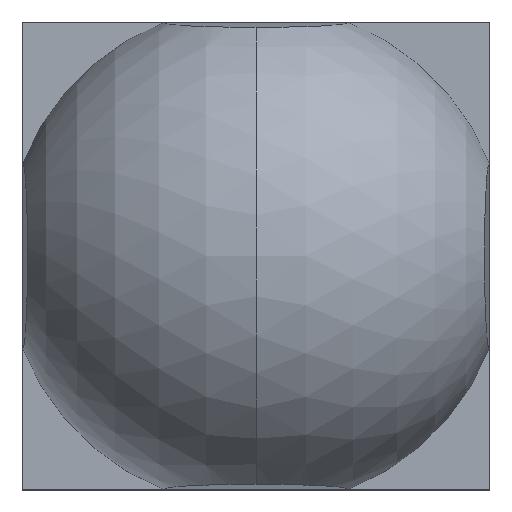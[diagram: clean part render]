
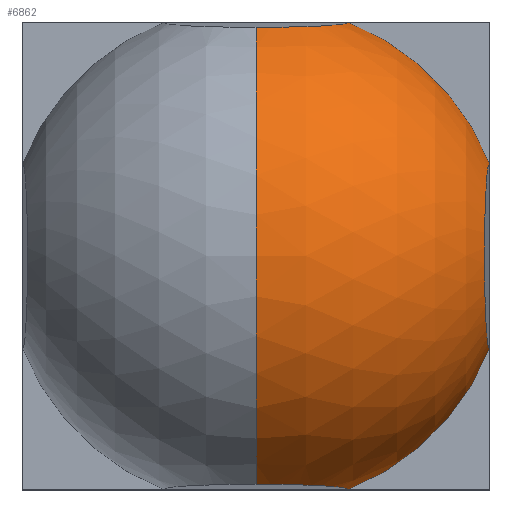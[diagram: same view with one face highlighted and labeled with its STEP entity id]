
A CAD part, top view. The second image highlights one B-rep face of the part: STEP entity #6862.
In plain terms, the highlighted spherical face has radius 3.76 mm.
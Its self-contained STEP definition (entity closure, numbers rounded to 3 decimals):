
#19 = FACE_OUTER_BOUND ( 'NONE', #5695, .T. ) ;
#107 = CIRCLE ( 'NONE', #625, 1.386 ) ;
#198 = EDGE_CURVE ( 'NONE', #7328, #5379, #4897, .T. ) ;
#253 = DIRECTION ( 'NONE',  ( 0., -0.052, -0.999 ) ) ;
#276 = CIRCLE ( 'NONE', #6291, 3.757 ) ;
#625 = AXIS2_PLACEMENT_3D ( 'NONE', #7488, #2087, #896 ) ;
#722 = CARTESIAN_POINT ( 'NONE',  ( 3.492, 0.02, 1.386 ) ) ;
#739 = VERTEX_POINT ( 'NONE', #3326 ) ;
#801 = CIRCLE ( 'NONE', #7193, 1.386 ) ;
#896 = DIRECTION ( 'NONE',  ( 0.052, 0.999, 0. ) ) ;
#1042 = DIRECTION ( 'NONE',  ( -1., 0., 0. ) ) ;
#1084 = VERTEX_POINT ( 'NONE', #2708 ) ;
#1166 = EDGE_CURVE ( 'NONE', #4974, #739, #107, .T. ) ;
#1333 = AXIS2_PLACEMENT_3D ( 'NONE', #7133, #6406, #1042 ) ;
#1569 = CIRCLE ( 'NONE', #7459, 3.76 ) ;
#2087 = DIRECTION ( 'NONE',  ( 0.999, -0.052, 0. ) ) ;
#2110 = CARTESIAN_POINT ( 'NONE',  ( 0., 0.053, 3.49 ) ) ;
#2383 = DIRECTION ( 'NONE',  ( -0.999, -0.052, 0. ) ) ;
#2559 = ORIENTED_EDGE ( 'NONE', *, *, #198, .F. ) ;
#2649 = ORIENTED_EDGE ( 'NONE', *, *, #1166, .T. ) ;
#2708 = CARTESIAN_POINT ( 'NONE',  ( -1.386, 0.02, 3.492 ) ) ;
#2768 = DIRECTION ( 'NONE',  ( -1., -0.024, 0.001 ) ) ;
#2853 = SPHERICAL_SURFACE ( 'NONE', #1333, 3.76 ) ;
#3326 = CARTESIAN_POINT ( 'NONE',  ( -3.492, 0.02, 1.386 ) ) ;
#3923 = CIRCLE ( 'NONE', #6544, 1.386 ) ;
#3931 = EDGE_CURVE ( 'NONE', #1084, #739, #276, .T. ) ;
#3973 = CARTESIAN_POINT ( 'NONE',  ( 1.386, 0.02, 3.492 ) ) ;
#3980 = DIRECTION ( 'NONE',  ( -0.369, 0., 0.93 ) ) ;
#4123 = EDGE_CURVE ( 'NONE', #7328, #6453, #3923, .T. ) ;
#4457 = DIRECTION ( 'NONE',  ( 0., -1., 0. ) ) ;
#4480 = DIRECTION ( 'NONE',  ( 0., -1., 0. ) ) ;
#4618 = CARTESIAN_POINT ( 'NONE',  ( 3.418, 1.437, 0. ) ) ;
#4897 = CIRCLE ( 'NONE', #5885, 3.757 ) ;
#4908 = EDGE_CURVE ( 'NONE', #1084, #5379, #801, .T. ) ;
#4974 = VERTEX_POINT ( 'NONE', #5193 ) ;
#5193 = CARTESIAN_POINT ( 'NONE',  ( -3.418, 1.437, 0. ) ) ;
#5335 = DIRECTION ( 'NONE',  ( 0., 0., 1. ) ) ;
#5379 = VERTEX_POINT ( 'NONE', #3973 ) ;
#5652 = CARTESIAN_POINT ( 'NONE',  ( 0., 0.02, 0. ) ) ;
#5695 = EDGE_LOOP ( 'NONE', ( #6706, #2649, #6106, #5827, #2559, #5703 ) ) ;
#5703 = ORIENTED_EDGE ( 'NONE', *, *, #4123, .T. ) ;
#5827 = ORIENTED_EDGE ( 'NONE', *, *, #4908, .T. ) ;
#5885 = AXIS2_PLACEMENT_3D ( 'NONE', #5652, #4480, #6265 ) ;
#6035 = EDGE_CURVE ( 'NONE', #6453, #4974, #1569, .T. ) ;
#6106 = ORIENTED_EDGE ( 'NONE', *, *, #3931, .F. ) ;
#6250 = CARTESIAN_POINT ( 'NONE',  ( 0., 0.02, 0. ) ) ;
#6265 = DIRECTION ( 'NONE',  ( 0.93, 0., 0.369 ) ) ;
#6291 = AXIS2_PLACEMENT_3D ( 'NONE', #6250, #4457, #3980 ) ;
#6406 = DIRECTION ( 'NONE',  ( 0., 0., -1. ) ) ;
#6453 = VERTEX_POINT ( 'NONE', #4618 ) ;
#6505 = CARTESIAN_POINT ( 'NONE',  ( 0., -0.13, 0. ) ) ;
#6519 = DIRECTION ( 'NONE',  ( 0.001, -0.024, 1. ) ) ;
#6544 = AXIS2_PLACEMENT_3D ( 'NONE', #7665, #2383, #6519 ) ;
#6706 = ORIENTED_EDGE ( 'NONE', *, *, #6035, .T. ) ;
#6862 = ADVANCED_FACE ( 'NONE', ( #19 ), #2853, .T. ) ;
#7133 = CARTESIAN_POINT ( 'NONE',  ( 0., -0.13, 0. ) ) ;
#7193 = AXIS2_PLACEMENT_3D ( 'NONE', #2110, #253, #2768 ) ;
#7328 = VERTEX_POINT ( 'NONE', #722 ) ;
#7459 = AXIS2_PLACEMENT_3D ( 'NONE', #6505, #5335, #7613 ) ;
#7488 = CARTESIAN_POINT ( 'NONE',  ( -3.49, 0.053, 0. ) ) ;
#7613 = DIRECTION ( 'NONE',  ( 0.909, 0.417, 0. ) ) ;
#7665 = CARTESIAN_POINT ( 'NONE',  ( 3.49, 0.053, 0. ) ) ;
